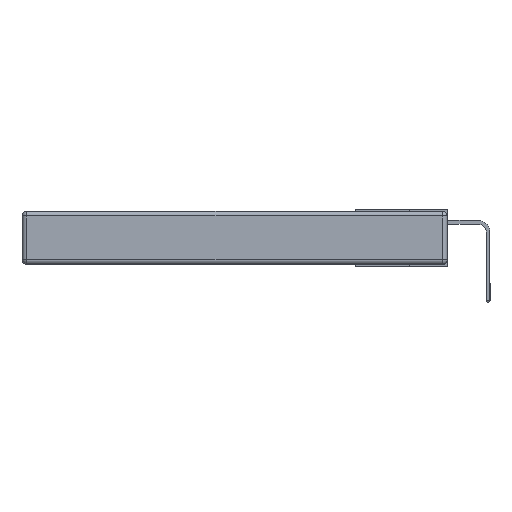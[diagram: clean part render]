
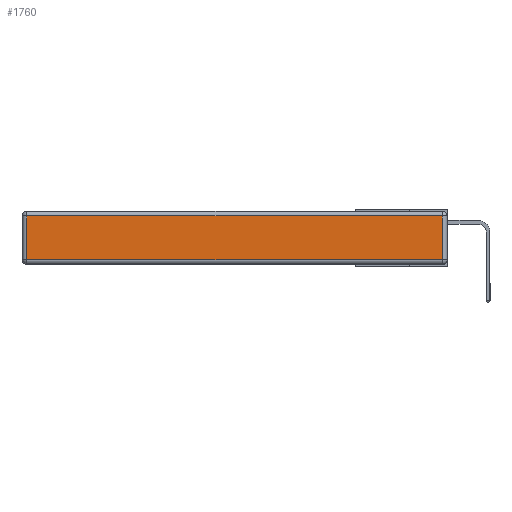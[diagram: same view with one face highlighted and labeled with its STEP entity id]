
A CAD part, left-side view. The second image highlights one B-rep face of the part: STEP entity #1760.
In plain terms, the highlighted planar face has unit normal (-1, 0, 0).
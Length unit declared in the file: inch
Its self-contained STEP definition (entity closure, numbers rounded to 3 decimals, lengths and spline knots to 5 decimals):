
#919 = DIRECTION ( 'NONE',  ( 0., 1., 0. ) ) ;
#1272 = ORIENTED_EDGE ( 'NONE', *, *, #4393, .T. ) ;
#1388 = ORIENTED_EDGE ( 'NONE', *, *, #14436, .T. ) ;
#1467 = LINE ( 'NONE', #13157, #11949 ) ;
#1760 = ADVANCED_FACE ( 'NONE', ( #8340 ), #10978, .T. ) ;
#2385 = VECTOR ( 'NONE', #8282, 39.37008 ) ;
#2691 = ORIENTED_EDGE ( 'NONE', *, *, #6026, .T. ) ;
#2746 = CARTESIAN_POINT ( 'NONE',  ( 0., 2.72, -0.343 ) ) ;
#2862 = VECTOR ( 'NONE', #7735, 39.37008 ) ;
#2968 = EDGE_CURVE ( 'NONE', #5954, #14402, #8315, .T. ) ;
#3666 = CARTESIAN_POINT ( 'NONE',  ( 0., 2.72, -0.03 ) ) ;
#4210 = AXIS2_PLACEMENT_3D ( 'NONE', #8809, #8627, #13209 ) ;
#4393 = EDGE_CURVE ( 'NONE', #14402, #7166, #13675, .T. ) ;
#5954 = VERTEX_POINT ( 'NONE', #11579 ) ;
#6026 = EDGE_CURVE ( 'NONE', #9910, #5954, #13896, .T. ) ;
#6666 = EDGE_LOOP ( 'NONE', ( #7714, #1272, #1388, #2691 ) ) ;
#6886 = CARTESIAN_POINT ( 'NONE',  ( 0., 0.03, -0.03 ) ) ;
#7166 = VERTEX_POINT ( 'NONE', #6886 ) ;
#7276 = CARTESIAN_POINT ( 'NONE',  ( 0., 0., -0.313 ) ) ;
#7714 = ORIENTED_EDGE ( 'NONE', *, *, #2968, .T. ) ;
#7735 = DIRECTION ( 'NONE',  ( 0., 0., 1. ) ) ;
#8282 = DIRECTION ( 'NONE',  ( 0., -1., 0. ) ) ;
#8315 = LINE ( 'NONE', #7276, #2385 ) ;
#8340 = FACE_OUTER_BOUND ( 'NONE', #6666, .T. ) ;
#8627 = DIRECTION ( 'NONE',  ( -1., 0., 0. ) ) ;
#8809 = CARTESIAN_POINT ( 'NONE',  ( 0., 0., -0.343 ) ) ;
#9910 = VERTEX_POINT ( 'NONE', #3666 ) ;
#10978 = PLANE ( 'NONE',  #4210 ) ;
#11579 = CARTESIAN_POINT ( 'NONE',  ( 0., 2.72, -0.313 ) ) ;
#11949 = VECTOR ( 'NONE', #919, 39.37008 ) ;
#12044 = CARTESIAN_POINT ( 'NONE',  ( 0., 0.03, -0.313 ) ) ;
#12172 = CARTESIAN_POINT ( 'NONE',  ( 0., 0.03, -0.343 ) ) ;
#12677 = VECTOR ( 'NONE', #12862, 39.37008 ) ;
#12862 = DIRECTION ( 'NONE',  ( 0., 0., -1. ) ) ;
#13157 = CARTESIAN_POINT ( 'NONE',  ( 0., 2.75, -0.03 ) ) ;
#13209 = DIRECTION ( 'NONE',  ( 0., 0., 1. ) ) ;
#13675 = LINE ( 'NONE', #12172, #2862 ) ;
#13896 = LINE ( 'NONE', #2746, #12677 ) ;
#14402 = VERTEX_POINT ( 'NONE', #12044 ) ;
#14436 = EDGE_CURVE ( 'NONE', #7166, #9910, #1467, .T. ) ;
